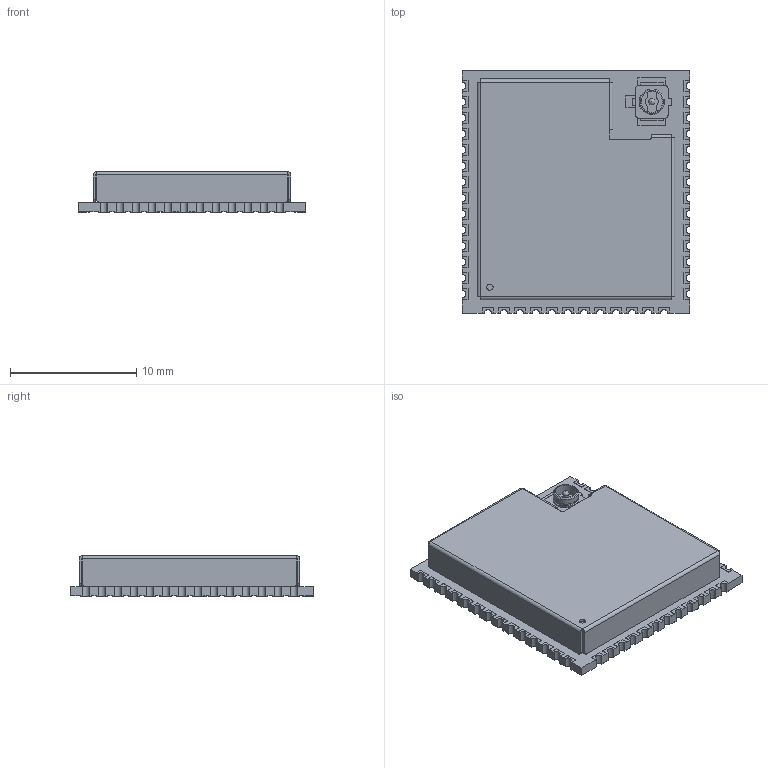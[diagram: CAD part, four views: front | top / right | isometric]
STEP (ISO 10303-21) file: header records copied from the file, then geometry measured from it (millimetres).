
FILE_DESCRIPTION(('FreeCAD Model'),'2;1');
FILE_NAME('Open CASCADE Shape Model','2023-03-26T18:14:13',( 'kicad StepUp'),('ksu MCAD'),'Open CASCADE STEP processor 7.6', 'FreeCAD','Unknown');
FILE_SCHEMA(('AUTOMOTIVE_DESIGN { 1 0 10303 214 1 1 1 1 }'));
Length unit declared in the file: millimetre
Products named in the file (1): ESP32-S3-WROOM-1U
Bounding box: 18 x 19.2 x 3.2 mm (x, y, z)
Volume: 329.7 mm3; surface area: 1558 mm2
Topology: 2 solids, 2 shells, 736 faces, 2137 edges, 1415 vertices
Faces by surface type: plane 651, cylinder 81, cone 3, sphere 1
Full cylindrical faces by diameter (mm): 0.5 x2, 1.7 x1, 1.868 x1, 2 x2
Entity records: 29086 total; most frequent: CARTESIAN_POINT 4302, ORIENTED_EDGE 4272, DIRECTION 3783, EDGE_CURVE 2136, LINE 1959, VECTOR 1959, VERTEX_POINT 1415, AXIS2_PLACEMENT_3D 912
